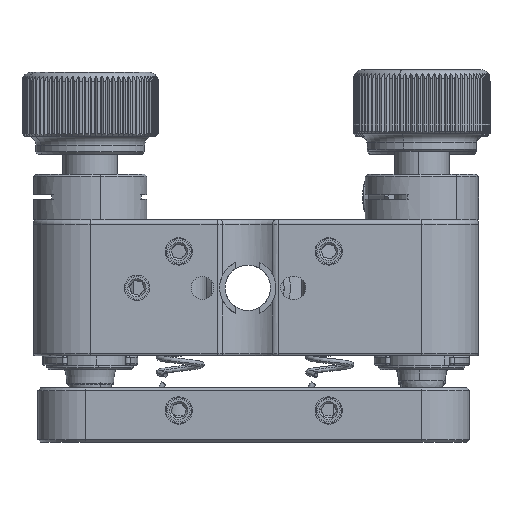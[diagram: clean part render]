
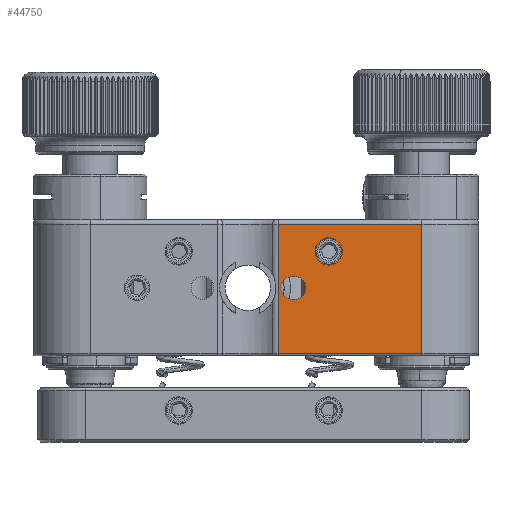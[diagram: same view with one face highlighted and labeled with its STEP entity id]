
A CAD part, front view. The second image highlights one B-rep face of the part: STEP entity #44750.
In plain terms, the highlighted planar face has unit normal (0, -1, 0).
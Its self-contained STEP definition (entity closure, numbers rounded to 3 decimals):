
#305 = AXIS2_PLACEMENT_3D ( 'NONE', #37710, #21302, #12966 ) ;
#3137 = CARTESIAN_POINT ( 'NONE',  ( 8., -24.5, 5.25 ) ) ;
#3351 = LINE ( 'NONE', #37836, #40598 ) ;
#3476 = VECTOR ( 'NONE', #7091, 1000. ) ;
#4393 = CARTESIAN_POINT ( 'NONE',  ( -24.5, -24.5, -7.2 ) ) ;
#4667 = DIRECTION ( 'NONE',  ( 1., 0., 0. ) ) ;
#5574 = CARTESIAN_POINT ( 'NONE',  ( 2.476, -24.5, 7.5 ) ) ;
#6684 = VECTOR ( 'NONE', #4667, 1000. ) ;
#7091 = DIRECTION ( 'NONE',  ( 0., 0., 1. ) ) ;
#9200 = CIRCLE ( 'NONE', #40414, 1.25 ) ;
#10016 = DIRECTION ( 'NONE',  ( 0., 0., -1. ) ) ;
#10194 = AXIS2_PLACEMENT_3D ( 'NONE', #28263, #35500, #14372 ) ;
#10898 = ORIENTED_EDGE ( 'NONE', *, *, #19414, .T. ) ;
#11441 = DIRECTION ( 'NONE',  ( -1., 0., 0. ) ) ;
#12474 = EDGE_LOOP ( 'NONE', ( #28322, #45013 ) ) ;
#12482 = DIRECTION ( 'NONE',  ( -1., 0., 0. ) ) ;
#12805 = VECTOR ( 'NONE', #12482, 1000. ) ;
#12966 = DIRECTION ( 'NONE',  ( 0., 0., -1. ) ) ;
#13023 = LINE ( 'NONE', #4393, #6684 ) ;
#13053 = CARTESIAN_POINT ( 'NONE',  ( 3.975, -24.5, 1.25 ) ) ;
#13141 = EDGE_CURVE ( 'NONE', #21115, #23240, #35834, .T. ) ;
#13479 = CARTESIAN_POINT ( 'NONE',  ( 5.475, -24.5, 0. ) ) ;
#13555 = CARTESIAN_POINT ( 'NONE',  ( 8., -24.5, 2.75 ) ) ;
#14372 = DIRECTION ( 'NONE',  ( 0., 0., -1. ) ) ;
#14517 = CIRCLE ( 'NONE', #305, 1.25 ) ;
#15078 = DIRECTION ( 'NONE',  ( 0., 1., 0. ) ) ;
#15258 = EDGE_CURVE ( 'NONE', #29792, #21115, #51066, .T. ) ;
#16728 = DIRECTION ( 'NONE',  ( 0., 0., 1. ) ) ;
#17177 = AXIS2_PLACEMENT_3D ( 'NONE', #37181, #46099, #28574 ) ;
#18685 = DIRECTION ( 'NONE',  ( 0., 0., -1. ) ) ;
#19414 = EDGE_CURVE ( 'NONE', #36069, #46591, #23235, .T. ) ;
#20149 = ORIENTED_EDGE ( 'NONE', *, *, #35279, .T. ) ;
#21115 = VERTEX_POINT ( 'NONE', #13479 ) ;
#21166 = FACE_OUTER_BOUND ( 'NONE', #48248, .T. ) ;
#21302 = DIRECTION ( 'NONE',  ( 0., -1., 0. ) ) ;
#22312 = CARTESIAN_POINT ( 'NONE',  ( 8., -24.5, 4. ) ) ;
#22659 = EDGE_CURVE ( 'NONE', #34363, #30822, #28454, .T. ) ;
#23235 = LINE ( 'NONE', #53845, #3476 ) ;
#23240 = VERTEX_POINT ( 'NONE', #35666 ) ;
#23632 = LINE ( 'NONE', #5574, #27934 ) ;
#23747 = EDGE_CURVE ( 'NONE', #34691, #47637, #23632, .T. ) ;
#24042 = EDGE_CURVE ( 'NONE', #46591, #34691, #47241, .T. ) ;
#24402 = EDGE_CURVE ( 'NONE', #37932, #49085, #14517, .T. ) ;
#24513 = CARTESIAN_POINT ( 'NONE',  ( -24.5, -24.5, 7.5 ) ) ;
#27934 = VECTOR ( 'NONE', #10016, 1000. ) ;
#28099 = CARTESIAN_POINT ( 'NONE',  ( 3.975, -24.5, 1.25 ) ) ;
#28263 = CARTESIAN_POINT ( 'NONE',  ( 4.225, -24.5, 0. ) ) ;
#28322 = ORIENTED_EDGE ( 'NONE', *, *, #48165, .F. ) ;
#28454 = CIRCLE ( 'NONE', #39140, 1.25 ) ;
#28574 = DIRECTION ( 'NONE',  ( 0., 0., -1. ) ) ;
#29719 = LINE ( 'NONE', #13053, #39807 ) ;
#29792 = VERTEX_POINT ( 'NONE', #41690 ) ;
#29997 = CARTESIAN_POINT ( 'NONE',  ( 2.476, -24.5, 7. ) ) ;
#30822 = VERTEX_POINT ( 'NONE', #28099 ) ;
#34130 = ORIENTED_EDGE ( 'NONE', *, *, #22659, .T. ) ;
#34363 = VERTEX_POINT ( 'NONE', #53945 ) ;
#34449 = DIRECTION ( 'NONE',  ( 1., 0., 0. ) ) ;
#34691 = VERTEX_POINT ( 'NONE', #48048 ) ;
#35279 = EDGE_CURVE ( 'NONE', #23240, #34363, #3351, .T. ) ;
#35500 = DIRECTION ( 'NONE',  ( 0., 1., 0. ) ) ;
#35666 = CARTESIAN_POINT ( 'NONE',  ( 4.225, -24.5, -1.25 ) ) ;
#35667 = ORIENTED_EDGE ( 'NONE', *, *, #35896, .T. ) ;
#35834 = CIRCLE ( 'NONE', #17177, 1.25 ) ;
#35896 = EDGE_CURVE ( 'NONE', #47637, #36069, #13023, .T. ) ;
#36069 = VERTEX_POINT ( 'NONE', #48306 ) ;
#37181 = CARTESIAN_POINT ( 'NONE',  ( 4.225, -24.5, 0. ) ) ;
#37710 = CARTESIAN_POINT ( 'NONE',  ( 8., -24.5, 4. ) ) ;
#37836 = CARTESIAN_POINT ( 'NONE',  ( 3.975, -24.5, -1.25 ) ) ;
#37860 = FACE_BOUND ( 'NONE', #12474, .T. ) ;
#37932 = VERTEX_POINT ( 'NONE', #3137 ) ;
#38128 = DIRECTION ( 'NONE',  ( 0., 1., 0. ) ) ;
#38494 = CARTESIAN_POINT ( 'NONE',  ( 2.476, -24.5, -7.2 ) ) ;
#39140 = AXIS2_PLACEMENT_3D ( 'NONE', #48733, #15078, #40113 ) ;
#39807 = VECTOR ( 'NONE', #34449, 1000. ) ;
#40092 = DIRECTION ( 'NONE',  ( 0., -1., 0. ) ) ;
#40113 = DIRECTION ( 'NONE',  ( 0., 0., -1. ) ) ;
#40414 = AXIS2_PLACEMENT_3D ( 'NONE', #22312, #40092, #18685 ) ;
#40598 = VECTOR ( 'NONE', #11441, 1000. ) ;
#41690 = CARTESIAN_POINT ( 'NONE',  ( 4.225, -24.5, 1.25 ) ) ;
#42455 = EDGE_CURVE ( 'NONE', #30822, #29792, #29719, .T. ) ;
#43215 = ORIENTED_EDGE ( 'NONE', *, *, #42455, .T. ) ;
#43280 = ORIENTED_EDGE ( 'NONE', *, *, #13141, .T. ) ;
#43317 = CARTESIAN_POINT ( 'NONE',  ( 18.25, -24.5, 7. ) ) ;
#44750 = ADVANCED_FACE ( 'NONE', ( #37860, #21166, #54038 ), #54860, .F. ) ;
#45013 = ORIENTED_EDGE ( 'NONE', *, *, #24402, .F. ) ;
#45624 = ORIENTED_EDGE ( 'NONE', *, *, #15258, .T. ) ;
#46099 = DIRECTION ( 'NONE',  ( 0., 1., 0. ) ) ;
#46591 = VERTEX_POINT ( 'NONE', #43317 ) ;
#46750 = ORIENTED_EDGE ( 'NONE', *, *, #24042, .T. ) ;
#47241 = LINE ( 'NONE', #29997, #12805 ) ;
#47637 = VERTEX_POINT ( 'NONE', #38494 ) ;
#48048 = CARTESIAN_POINT ( 'NONE',  ( 2.476, -24.5, 7. ) ) ;
#48165 = EDGE_CURVE ( 'NONE', #49085, #37932, #9200, .T. ) ;
#48248 = EDGE_LOOP ( 'NONE', ( #52758, #35667, #10898, #46750 ) ) ;
#48306 = CARTESIAN_POINT ( 'NONE',  ( 18.25, -24.5, -7.2 ) ) ;
#48733 = CARTESIAN_POINT ( 'NONE',  ( 3.975, -24.5, 0. ) ) ;
#49085 = VERTEX_POINT ( 'NONE', #13555 ) ;
#51066 = CIRCLE ( 'NONE', #10194, 1.25 ) ;
#51566 = AXIS2_PLACEMENT_3D ( 'NONE', #24513, #38128, #16728 ) ;
#52498 = EDGE_LOOP ( 'NONE', ( #34130, #43215, #45624, #43280, #20149 ) ) ;
#52758 = ORIENTED_EDGE ( 'NONE', *, *, #23747, .T. ) ;
#53845 = CARTESIAN_POINT ( 'NONE',  ( 18.25, -24.5, 7.5 ) ) ;
#53945 = CARTESIAN_POINT ( 'NONE',  ( 3.975, -24.5, -1.25 ) ) ;
#54038 = FACE_BOUND ( 'NONE', #52498, .T. ) ;
#54860 = PLANE ( 'NONE',  #51566 ) ;
